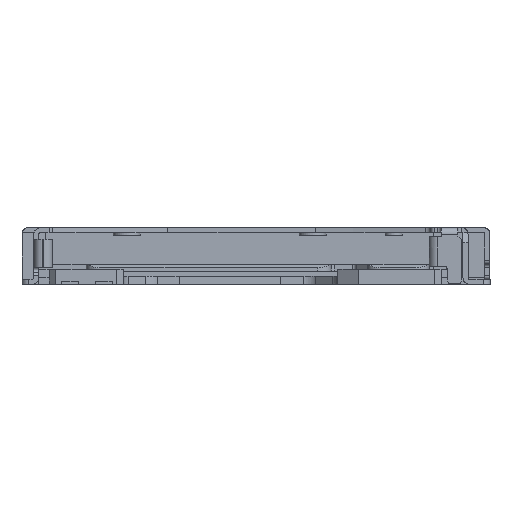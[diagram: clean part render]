
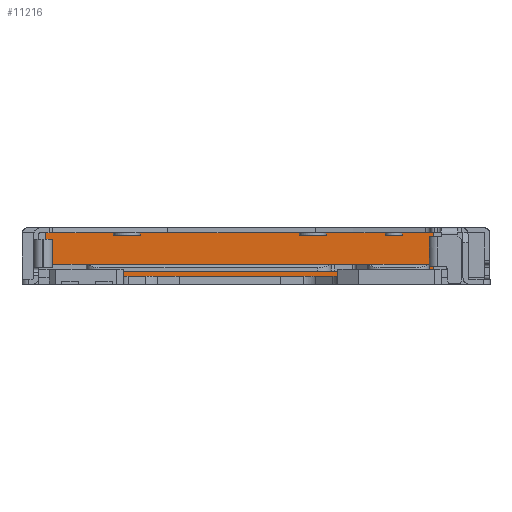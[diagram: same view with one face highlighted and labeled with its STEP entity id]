
A CAD part, front view. The second image highlights one B-rep face of the part: STEP entity #11216.
In plain terms, the highlighted planar face has unit normal (0, -1, 0).
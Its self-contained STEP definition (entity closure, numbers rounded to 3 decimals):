
#7199 = VERTEX_POINT('',#7200);
#7200 = CARTESIAN_POINT('',(1.1,-0.4,1.45));
#7206 = EDGE_CURVE('',#7199,#7207,#7209,.T.);
#7207 = VERTEX_POINT('',#7208);
#7208 = CARTESIAN_POINT('',(1.9,-0.4,1.45));
#7209 = LINE('',#7210,#7211);
#7210 = CARTESIAN_POINT('',(1.5,-0.4,1.45));
#7211 = VECTOR('',#7212,1.);
#7212 = DIRECTION('',(1.,0.,0.));
#7240 = VERTEX_POINT('',#7241);
#7241 = CARTESIAN_POINT('',(3.65,-0.4,1.45));
#7247 = EDGE_CURVE('',#7240,#7248,#7250,.T.);
#7248 = VERTEX_POINT('',#7249);
#7249 = CARTESIAN_POINT('',(4.15,-0.4,1.45));
#7250 = LINE('',#7251,#7252);
#7251 = CARTESIAN_POINT('',(-0.65,-0.4,1.45));
#7252 = VECTOR('',#7253,1.);
#7253 = DIRECTION('',(1.,0.,0.));
#7281 = VERTEX_POINT('',#7282);
#7282 = CARTESIAN_POINT('',(-4.4,-0.4,1.45));
#7288 = EDGE_CURVE('',#7281,#7289,#7291,.T.);
#7289 = VERTEX_POINT('',#7290);
#7290 = CARTESIAN_POINT('',(-3.6,-0.4,1.45));
#7291 = LINE('',#7292,#7293);
#7292 = CARTESIAN_POINT('',(-4.,-0.4,1.45));
#7293 = VECTOR('',#7294,1.);
#7294 = DIRECTION('',(1.,0.,0.));
#7424 = VERTEX_POINT('',#7425);
#7425 = CARTESIAN_POINT('',(5.09,-0.4,0.24));
#7431 = EDGE_CURVE('',#7424,#7432,#7434,.T.);
#7432 = VERTEX_POINT('',#7433);
#7433 = CARTESIAN_POINT('',(-6.4,-0.4,0.24));
#7434 = LINE('',#7435,#7436);
#7435 = CARTESIAN_POINT('',(-0.65,-0.4,0.24));
#7436 = VECTOR('',#7437,1.);
#7437 = DIRECTION('',(-1.,-0.,-0.));
#10955 = VERTEX_POINT('',#10956);
#10956 = CARTESIAN_POINT('',(5.09,-0.4,1.53));
#10962 = EDGE_CURVE('',#10955,#7424,#10963,.T.);
#10963 = LINE('',#10964,#10965);
#10964 = CARTESIAN_POINT('',(5.09,-0.4,0.765));
#10965 = VECTOR('',#10966,1.);
#10966 = DIRECTION('',(-0.,-0.,-1.));
#10989 = EDGE_CURVE('',#7248,#10990,#10992,.T.);
#10990 = VERTEX_POINT('',#10991);
#10991 = CARTESIAN_POINT('',(4.15,-0.4,1.53));
#10992 = LINE('',#10993,#10994);
#10993 = CARTESIAN_POINT('',(4.15,-0.4,1.525));
#10994 = VECTOR('',#10995,1.);
#10995 = DIRECTION('',(0.,0.,1.));
#11038 = VERTEX_POINT('',#11039);
#11039 = CARTESIAN_POINT('',(3.65,-0.4,1.53));
#11045 = EDGE_CURVE('',#11038,#7240,#11046,.T.);
#11046 = LINE('',#11047,#11048);
#11047 = CARTESIAN_POINT('',(3.65,-0.4,1.525));
#11048 = VECTOR('',#11049,1.);
#11049 = DIRECTION('',(-0.,-0.,-1.));
#11069 = EDGE_CURVE('',#7207,#11070,#11072,.T.);
#11070 = VERTEX_POINT('',#11071);
#11071 = CARTESIAN_POINT('',(1.9,-0.4,1.53));
#11072 = LINE('',#11073,#11074);
#11073 = CARTESIAN_POINT('',(1.9,-0.4,0.885));
#11074 = VECTOR('',#11075,1.);
#11075 = DIRECTION('',(0.,0.,1.));
#11118 = VERTEX_POINT('',#11119);
#11119 = CARTESIAN_POINT('',(1.1,-0.4,1.53));
#11125 = EDGE_CURVE('',#11118,#7199,#11126,.T.);
#11126 = LINE('',#11127,#11128);
#11127 = CARTESIAN_POINT('',(1.1,-0.4,0.885));
#11128 = VECTOR('',#11129,1.);
#11129 = DIRECTION('',(-0.,-0.,-1.));
#11149 = EDGE_CURVE('',#7289,#11150,#11152,.T.);
#11150 = VERTEX_POINT('',#11151);
#11151 = CARTESIAN_POINT('',(-3.6,-0.4,1.53));
#11152 = LINE('',#11153,#11154);
#11153 = CARTESIAN_POINT('',(-3.6,-0.4,0.885));
#11154 = VECTOR('',#11155,1.);
#11155 = DIRECTION('',(0.,0.,1.));
#11198 = VERTEX_POINT('',#11199);
#11199 = CARTESIAN_POINT('',(-4.4,-0.4,1.53));
#11205 = EDGE_CURVE('',#11198,#7281,#11206,.T.);
#11206 = LINE('',#11207,#11208);
#11207 = CARTESIAN_POINT('',(-4.4,-0.4,0.885));
#11208 = VECTOR('',#11209,1.);
#11209 = DIRECTION('',(-0.,-0.,-1.));
#11216 = ADVANCED_FACE('',(#11217),#11262,.F.);
#11217 = FACE_BOUND('',#11218,.T.);
#11218 = EDGE_LOOP('',(#11219,#11220,#11221,#11222,#11230,#11236,#11237,
    #11238,#11244,#11245,#11246,#11247,#11253,#11254,#11255,#11256));
#11219 = ORIENTED_EDGE('',*,*,#11149,.F.);
#11220 = ORIENTED_EDGE('',*,*,#7288,.F.);
#11221 = ORIENTED_EDGE('',*,*,#11205,.F.);
#11222 = ORIENTED_EDGE('',*,*,#11223,.F.);
#11223 = EDGE_CURVE('',#11224,#11198,#11226,.T.);
#11224 = VERTEX_POINT('',#11225);
#11225 = CARTESIAN_POINT('',(-6.4,-0.4,1.53));
#11226 = LINE('',#11227,#11228);
#11227 = CARTESIAN_POINT('',(-0.175,-0.4,1.53));
#11228 = VECTOR('',#11229,1.);
#11229 = DIRECTION('',(1.,0.,0.));
#11230 = ORIENTED_EDGE('',*,*,#11231,.F.);
#11231 = EDGE_CURVE('',#7432,#11224,#11232,.T.);
#11232 = LINE('',#11233,#11234);
#11233 = CARTESIAN_POINT('',(-6.4,-0.4,0.885));
#11234 = VECTOR('',#11235,1.);
#11235 = DIRECTION('',(0.,0.,1.));
#11236 = ORIENTED_EDGE('',*,*,#7431,.F.);
#11237 = ORIENTED_EDGE('',*,*,#10962,.F.);
#11238 = ORIENTED_EDGE('',*,*,#11239,.F.);
#11239 = EDGE_CURVE('',#10990,#10955,#11240,.T.);
#11240 = LINE('',#11241,#11242);
#11241 = CARTESIAN_POINT('',(-0.25,-0.4,1.53));
#11242 = VECTOR('',#11243,1.);
#11243 = DIRECTION('',(1.,0.,0.));
#11244 = ORIENTED_EDGE('',*,*,#10989,.F.);
#11245 = ORIENTED_EDGE('',*,*,#7247,.F.);
#11246 = ORIENTED_EDGE('',*,*,#11045,.F.);
#11247 = ORIENTED_EDGE('',*,*,#11248,.F.);
#11248 = EDGE_CURVE('',#11070,#11038,#11249,.T.);
#11249 = LINE('',#11250,#11251);
#11250 = CARTESIAN_POINT('',(-0.175,-0.4,1.53));
#11251 = VECTOR('',#11252,1.);
#11252 = DIRECTION('',(1.,0.,0.));
#11253 = ORIENTED_EDGE('',*,*,#11069,.F.);
#11254 = ORIENTED_EDGE('',*,*,#7206,.F.);
#11255 = ORIENTED_EDGE('',*,*,#11125,.F.);
#11256 = ORIENTED_EDGE('',*,*,#11257,.F.);
#11257 = EDGE_CURVE('',#11150,#11118,#11258,.T.);
#11258 = LINE('',#11259,#11260);
#11259 = CARTESIAN_POINT('',(-0.175,-0.4,1.53));
#11260 = VECTOR('',#11261,1.);
#11261 = DIRECTION('',(1.,0.,0.));
#11262 = PLANE('',#11263);
#11263 = AXIS2_PLACEMENT_3D('',#11264,#11265,#11266);
#11264 = CARTESIAN_POINT('',(-0.65,-0.4,0.885));
#11265 = DIRECTION('',(0.,1.,0.));
#11266 = DIRECTION('',(0.,0.,1.));
